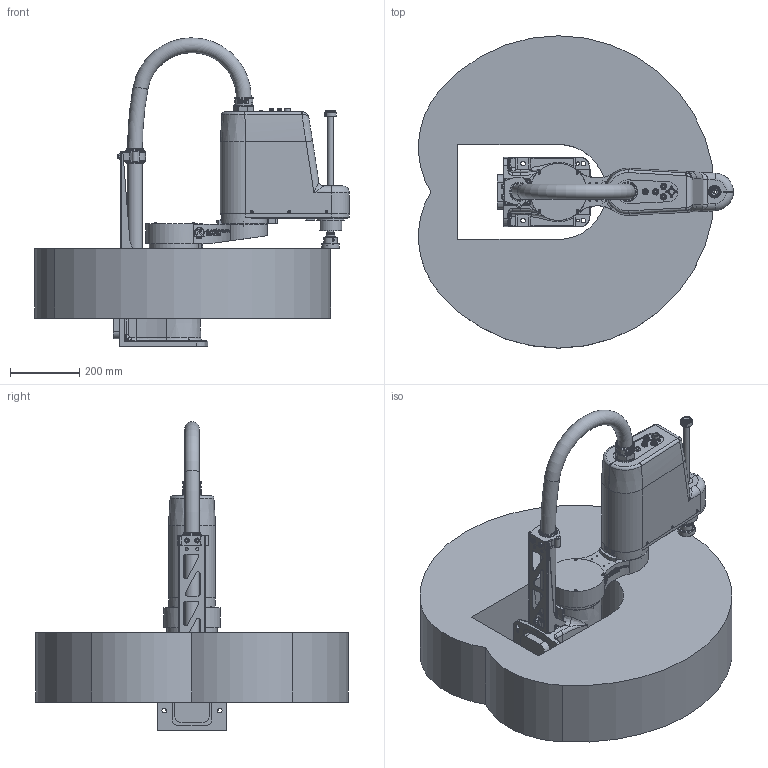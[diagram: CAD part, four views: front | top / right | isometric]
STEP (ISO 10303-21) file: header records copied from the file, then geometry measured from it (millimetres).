
FILE_DESCRIPTION(/* description */ ('Norm.iam Teamplte'),/* implementation_level */ '2;1');
FILE_NAME(/* name */ '3D-model_AT_00039.stp',/* time_stamp */ '2025-07-17T10:27:49+02:00',/* author */ ('tim.ketterer'),/* organization */ (''),/* preprocessor_version */ 'ST-DEVELOPER v19.2',/* originating_system */ 'Autodesk Inventor 2023',/* authorisation */ '');
FILE_SCHEMA (('AUTOMOTIVE_DESIGN { 1 0 10303 214 3 1 1 }'));
Products named in the file (7): AT_00039_DUMMY sCara4-450-1kg; MT_WST00118730; MT_WST00120356; MT_WST00120355; MT_WST00117685 Kabel; MT_WST00118788; MT_WST00117767 n/a
Assembly tree (6 placements, depth 2):
  AT_00039_DUMMY sCara4-450-1kg
    MT_WST00118730
    MT_WST00120356
    MT_WST00120355
    MT_WST00117685 Kabel
    MT_WST00118788
    MT_WST00117767 n/a
Bounding box: 906.47 x 900 x 888.4 mm (x, y, z)
Volume: 124078857.4 mm3; surface area: 3111639.6 mm2
Topology: 7 solids, 8 shells, 2422 faces, 6185 edges, 4005 vertices
Faces by surface type: plane 1136, cylinder 590, bspline 449, cone 126, torus 113, sphere 8
Full cylindrical faces by diameter (mm): 3.242 x4, 3.8 x1, 4 x2, 4.134 x7, 4.917 x6, 5 x2, 5.5 x6, 6 x4, 6.647 x2, 7 x3, 7.6 x10, 8 x4, 8.5 x1, 9 x2, 10 x12, 11 x2, 11.5 x3, 11.6 x2, 12 x4, 13.5 x8, 14 x3, 15 x1, 16 x2, 17 x2, 17.143 x1, 17.5 x1, 18 x8, 20 x1, 23.9 x1, 25 x3
Entity records: 101405 total; most frequent: CARTESIAN_POINT 42424, ORIENTED_EDGE 12304, DIRECTION 10778, EDGE_CURVE 6152, VERTEX_POINT 4005, AXIS2_PLACEMENT_3D 3892, LINE 2994, VECTOR 2994
